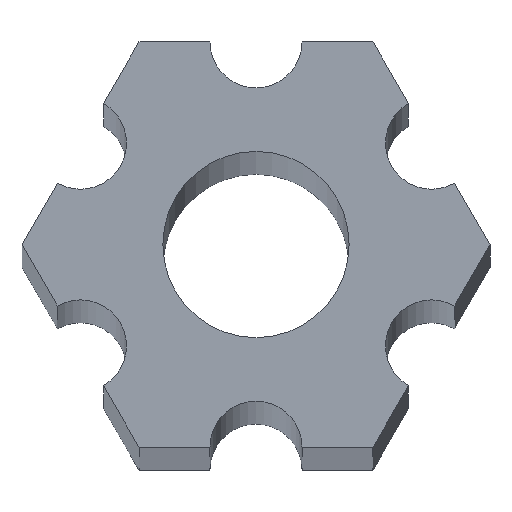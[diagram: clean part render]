
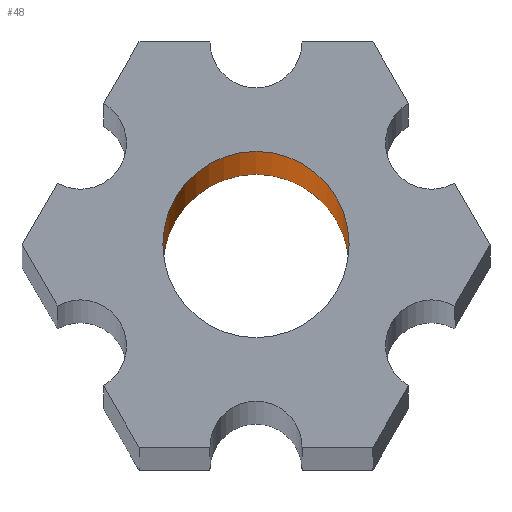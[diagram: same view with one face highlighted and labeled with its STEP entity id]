
A CAD part, top view. The second image highlights one B-rep face of the part: STEP entity #48.
In plain terms, the highlighted cylindrical face has radius 2.159 mm (diameter 4.318 mm), a partial arc.
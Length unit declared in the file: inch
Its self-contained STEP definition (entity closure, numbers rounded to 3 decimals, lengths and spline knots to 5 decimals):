
#4 = DIRECTION ( 'NONE',  ( 1., 0., 0. ) ) ;
#17 = CARTESIAN_POINT ( 'NONE',  ( -0.085, 0., 0. ) ) ;
#21 = VERTEX_POINT ( 'NONE', #66 ) ;
#28 = EDGE_CURVE ( 'NONE', #21, #616, #279, .T. ) ;
#48 = ADVANCED_FACE ( 'NONE', ( #772 ), #591, .F. ) ;
#66 = CARTESIAN_POINT ( 'NONE',  ( 0.085, 0., 12. ) ) ;
#73 = DIRECTION ( 'NONE',  ( 0., 0., -1. ) ) ;
#75 = EDGE_CURVE ( 'NONE', #616, #657, #242, .T. ) ;
#87 = LINE ( 'NONE', #498, #632 ) ;
#123 = CARTESIAN_POINT ( 'NONE',  ( 0., 0., 0. ) ) ;
#127 = CARTESIAN_POINT ( 'NONE',  ( 0., 0., 12. ) ) ;
#229 = DIRECTION ( 'NONE',  ( 1., 0., 0. ) ) ;
#238 = AXIS2_PLACEMENT_3D ( 'NONE', #127, #73, #380 ) ;
#242 = CIRCLE ( 'NONE', #691, 0.085 ) ;
#257 = EDGE_CURVE ( 'NONE', #610, #657, #87, .T. ) ;
#263 = VECTOR ( 'NONE', #508, 39.37008 ) ;
#279 = LINE ( 'NONE', #777, #263 ) ;
#380 = DIRECTION ( 'NONE',  ( -1., 0., 0. ) ) ;
#399 = EDGE_LOOP ( 'NONE', ( #688, #727, #722, #406 ) ) ;
#406 = ORIENTED_EDGE ( 'NONE', *, *, #75, .F. ) ;
#443 = DIRECTION ( 'NONE',  ( 0., 0., -1. ) ) ;
#450 = AXIS2_PLACEMENT_3D ( 'NONE', #613, #529, #229 ) ;
#465 = CARTESIAN_POINT ( 'NONE',  ( -0.085, 0., 12. ) ) ;
#498 = CARTESIAN_POINT ( 'NONE',  ( -0.085, 0., 12. ) ) ;
#507 = CIRCLE ( 'NONE', #450, 0.085 ) ;
#508 = DIRECTION ( 'NONE',  ( 0., 0., -1. ) ) ;
#529 = DIRECTION ( 'NONE',  ( 0., 0., 1. ) ) ;
#591 = CYLINDRICAL_SURFACE ( 'NONE', #238, 0.085 ) ;
#610 = VERTEX_POINT ( 'NONE', #465 ) ;
#613 = CARTESIAN_POINT ( 'NONE',  ( 0., 0., 12. ) ) ;
#616 = VERTEX_POINT ( 'NONE', #673 ) ;
#632 = VECTOR ( 'NONE', #443, 39.37008 ) ;
#657 = VERTEX_POINT ( 'NONE', #17 ) ;
#673 = CARTESIAN_POINT ( 'NONE',  ( 0.085, 0., 0. ) ) ;
#686 = EDGE_CURVE ( 'NONE', #21, #610, #507, .T. ) ;
#688 = ORIENTED_EDGE ( 'NONE', *, *, #28, .F. ) ;
#691 = AXIS2_PLACEMENT_3D ( 'NONE', #123, #756, #4 ) ;
#722 = ORIENTED_EDGE ( 'NONE', *, *, #257, .T. ) ;
#727 = ORIENTED_EDGE ( 'NONE', *, *, #686, .T. ) ;
#756 = DIRECTION ( 'NONE',  ( 0., 0., 1. ) ) ;
#772 = FACE_OUTER_BOUND ( 'NONE', #399, .T. ) ;
#777 = CARTESIAN_POINT ( 'NONE',  ( 0.085, 0., 12. ) ) ;
